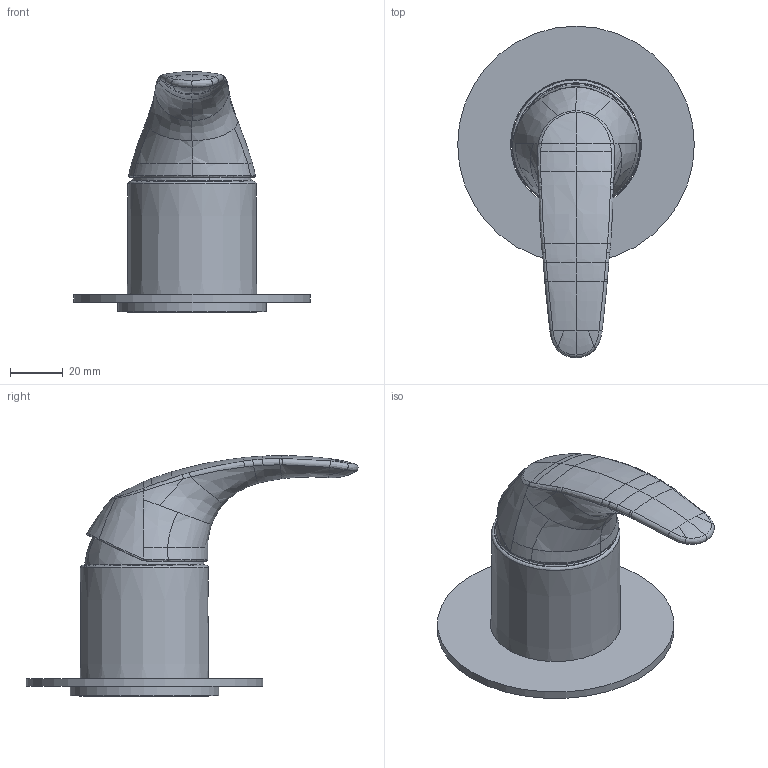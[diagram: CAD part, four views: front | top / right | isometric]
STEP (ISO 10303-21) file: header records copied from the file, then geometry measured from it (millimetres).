
FILE_DESCRIPTION (( 'STEP AP203' ), '1' );
FILE_NAME ('1487(2016)+50709003.STEP', '2017-03-09T05:43:19', ( '' ), ( '' ), 'SwSTEP 2.0', 'SolidWorks 2016', '' );
FILE_SCHEMA (( 'CONFIG_CONTROL_DESIGN' ));
Length unit declared in the file: millimetre
Products named in the file (1): 1487(2016)+50709003
Bounding box: 90 x 126.23 x 91.5 mm (x, y, z)
Volume: 163221 mm3; surface area: 29349 mm2
Topology: 2 solids, 2 shells, 100 faces, 227 edges, 133 vertices
Faces by surface type: bspline 85, plane 7, cylinder 7, cone 1
Full cylindrical faces by diameter (mm): 49.8 x1, 56.5 x1, 90 x1
Entity records: 8173 total; most frequent: CARTESIAN_POINT 6520, ORIENTED_EDGE 442, EDGE_CURVE 221, B_SPLINE_CURVE_WITH_KNOTS 187, VERTEX_POINT 132, EDGE_LOOP 109, FACE_OUTER_BOUND 104, ADVANCED_FACE 100
